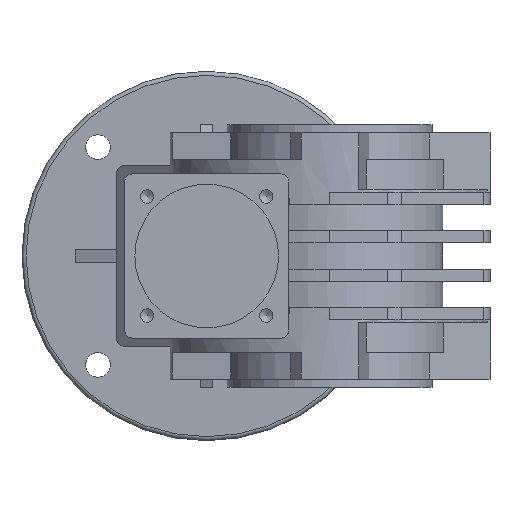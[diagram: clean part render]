
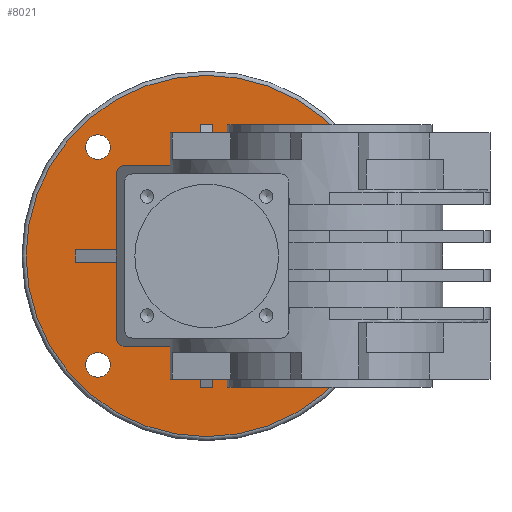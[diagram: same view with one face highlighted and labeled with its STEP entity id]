
A CAD part, left-side view. The second image highlights one B-rep face of the part: STEP entity #8021.
In plain terms, the highlighted face is planar.
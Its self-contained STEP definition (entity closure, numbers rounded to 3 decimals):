
#441=CIRCLE('',#8600,2.);
#443=CIRCLE('',#8605,2.);
#445=CIRCLE('',#8610,2.);
#447=CIRCLE('',#8613,3.);
#449=CIRCLE('',#8616,3.);
#451=CIRCLE('',#8619,3.);
#453=CIRCLE('',#8622,3.);
#454=CIRCLE('',#8624,44.);
#455=CIRCLE('',#8625,2.);
#1886=ORIENTED_EDGE('',*,*,#2797,.T.);
#1887=ORIENTED_EDGE('',*,*,#2796,.F.);
#1888=ORIENTED_EDGE('',*,*,#2794,.F.);
#1889=ORIENTED_EDGE('',*,*,#2792,.F.);
#1890=ORIENTED_EDGE('',*,*,#2790,.F.);
#1891=ORIENTED_EDGE('',*,*,#2798,.F.);
#1892=ORIENTED_EDGE('',*,*,#2728,.F.);
#1893=ORIENTED_EDGE('',*,*,#2762,.T.);
#1894=ORIENTED_EDGE('',*,*,#2783,.T.);
#1895=ORIENTED_EDGE('',*,*,#2788,.T.);
#1896=ORIENTED_EDGE('',*,*,#2786,.T.);
#1897=ORIENTED_EDGE('',*,*,#2738,.F.);
#1898=ORIENTED_EDGE('',*,*,#2732,.F.);
#1899=ORIENTED_EDGE('',*,*,#2733,.T.);
#1900=ORIENTED_EDGE('',*,*,#2775,.T.);
#1901=ORIENTED_EDGE('',*,*,#2780,.T.);
#1902=ORIENTED_EDGE('',*,*,#2778,.T.);
#1903=ORIENTED_EDGE('',*,*,#2749,.F.);
#1904=ORIENTED_EDGE('',*,*,#2743,.F.);
#1905=ORIENTED_EDGE('',*,*,#2744,.T.);
#1906=ORIENTED_EDGE('',*,*,#2767,.T.);
#1907=ORIENTED_EDGE('',*,*,#2772,.T.);
#1908=ORIENTED_EDGE('',*,*,#2770,.T.);
#1909=ORIENTED_EDGE('',*,*,#2760,.F.);
#1910=ORIENTED_EDGE('',*,*,#2754,.F.);
#1911=ORIENTED_EDGE('',*,*,#2755,.T.);
#1912=ORIENTED_EDGE('',*,*,#2799,.T.);
#1913=ORIENTED_EDGE('',*,*,#2800,.T.);
#1914=ORIENTED_EDGE('',*,*,#2801,.T.);
#2728=EDGE_CURVE('',#3330,#3328,#3812,.T.);
#2732=EDGE_CURVE('',#3334,#3332,#3816,.T.);
#2733=EDGE_CURVE('',#3334,#3335,#3817,.T.);
#2738=EDGE_CURVE('',#3332,#3338,#3822,.T.);
#2743=EDGE_CURVE('',#3342,#3340,#3827,.T.);
#2744=EDGE_CURVE('',#3342,#3343,#3828,.T.);
#2749=EDGE_CURVE('',#3340,#3346,#3833,.T.);
#2754=EDGE_CURVE('',#3350,#3348,#3838,.T.);
#2755=EDGE_CURVE('',#3350,#3351,#3839,.T.);
#2760=EDGE_CURVE('',#3348,#3354,#3844,.T.);
#2762=EDGE_CURVE('',#3330,#3355,#3846,.T.);
#2767=EDGE_CURVE('',#3343,#3358,#3851,.T.);
#2770=EDGE_CURVE('',#3359,#3354,#3854,.T.);
#2772=EDGE_CURVE('',#3358,#3359,#441,.F.);
#2775=EDGE_CURVE('',#3335,#3362,#3857,.T.);
#2778=EDGE_CURVE('',#3363,#3346,#3860,.T.);
#2780=EDGE_CURVE('',#3362,#3363,#443,.F.);
#2783=EDGE_CURVE('',#3355,#3366,#3863,.T.);
#2786=EDGE_CURVE('',#3367,#3338,#3866,.T.);
#2788=EDGE_CURVE('',#3366,#3367,#445,.F.);
#2790=EDGE_CURVE('',#3370,#3370,#447,.T.);
#2792=EDGE_CURVE('',#3372,#3372,#449,.T.);
#2794=EDGE_CURVE('',#3374,#3374,#451,.T.);
#2796=EDGE_CURVE('',#3376,#3376,#453,.T.);
#2797=EDGE_CURVE('',#3377,#3377,#454,.T.);
#2798=EDGE_CURVE('',#3328,#3378,#3867,.T.);
#2799=EDGE_CURVE('',#3351,#3379,#3868,.T.);
#2800=EDGE_CURVE('',#3379,#3380,#455,.F.);
#2801=EDGE_CURVE('',#3380,#3378,#3869,.T.);
#3328=VERTEX_POINT('',#14356);
#3330=VERTEX_POINT('',#14360);
#3332=VERTEX_POINT('',#14365);
#3334=VERTEX_POINT('',#14369);
#3335=VERTEX_POINT('',#14373);
#3338=VERTEX_POINT('',#14383);
#3340=VERTEX_POINT('',#14388);
#3342=VERTEX_POINT('',#14392);
#3343=VERTEX_POINT('',#14396);
#3346=VERTEX_POINT('',#14406);
#3348=VERTEX_POINT('',#14411);
#3350=VERTEX_POINT('',#14415);
#3351=VERTEX_POINT('',#14419);
#3354=VERTEX_POINT('',#14429);
#3355=VERTEX_POINT('',#14433);
#3358=VERTEX_POINT('',#14441);
#3359=VERTEX_POINT('',#14445);
#3362=VERTEX_POINT('',#14456);
#3363=VERTEX_POINT('',#14460);
#3366=VERTEX_POINT('',#14471);
#3367=VERTEX_POINT('',#14475);
#3370=VERTEX_POINT('',#14486);
#3372=VERTEX_POINT('',#14491);
#3374=VERTEX_POINT('',#14496);
#3376=VERTEX_POINT('',#14501);
#3377=VERTEX_POINT('',#14504);
#3378=VERTEX_POINT('',#14506);
#3379=VERTEX_POINT('',#14508);
#3380=VERTEX_POINT('',#14510);
#3812=LINE('',#14361,#4298);
#3816=LINE('',#14370,#4302);
#3817=LINE('',#14372,#4303);
#3822=LINE('',#14382,#4308);
#3827=LINE('',#14393,#4313);
#3828=LINE('',#14395,#4314);
#3833=LINE('',#14405,#4319);
#3838=LINE('',#14416,#4324);
#3839=LINE('',#14418,#4325);
#3844=LINE('',#14428,#4330);
#3846=LINE('',#14432,#4332);
#3851=LINE('',#14442,#4337);
#3854=LINE('',#14448,#4340);
#3857=LINE('',#14457,#4343);
#3860=LINE('',#14463,#4346);
#3863=LINE('',#14472,#4349);
#3866=LINE('',#14478,#4352);
#3867=LINE('',#14505,#4353);
#3868=LINE('',#14507,#4354);
#3869=LINE('',#14511,#4355);
#4298=VECTOR('',#10099,1000.);
#4302=VECTOR('',#10105,1000.);
#4303=VECTOR('',#10108,1000.);
#4308=VECTOR('',#10117,1000.);
#4313=VECTOR('',#10124,1000.);
#4314=VECTOR('',#10127,1000.);
#4319=VECTOR('',#10136,1000.);
#4324=VECTOR('',#10143,1000.);
#4325=VECTOR('',#10146,1000.);
#4330=VECTOR('',#10155,1000.);
#4332=VECTOR('',#10159,1000.);
#4337=VECTOR('',#10166,1000.);
#4340=VECTOR('',#10171,1000.);
#4343=VECTOR('',#10182,1000.);
#4346=VECTOR('',#10187,1000.);
#4349=VECTOR('',#10198,1000.);
#4352=VECTOR('',#10203,1000.);
#4353=VECTOR('',#10238,1000.);
#4354=VECTOR('',#10239,1000.);
#4355=VECTOR('',#10242,1000.);
#4775=EDGE_LOOP('',(#1886));
#4776=EDGE_LOOP('',(#1887));
#4777=EDGE_LOOP('',(#1888));
#4778=EDGE_LOOP('',(#1889));
#4779=EDGE_LOOP('',(#1890));
#4780=EDGE_LOOP('',(#1891,#1892,#1893,#1894,#1895,#1896,#1897,#1898,#1899,
#1900,#1901,#1902,#1903,#1904,#1905,#1906,#1907,#1908,#1909,#1910,#1911,
#1912,#1913,#1914));
#5218=FACE_BOUND('',#4775,.T.);
#5219=FACE_BOUND('',#4776,.T.);
#5220=FACE_BOUND('',#4777,.T.);
#5221=FACE_BOUND('',#4778,.T.);
#5222=FACE_BOUND('',#4779,.T.);
#5223=FACE_BOUND('',#4780,.T.);
#5463=PLANE('',#8623);
#8021=ADVANCED_FACE('',(#5218,#5219,#5220,#5221,#5222,#5223),#5463,.T.);
#8600=AXIS2_PLACEMENT_3D('',#14451,#10176,#10177);
#8605=AXIS2_PLACEMENT_3D('',#14466,#10192,#10193);
#8610=AXIS2_PLACEMENT_3D('',#14481,#10208,#10209);
#8613=AXIS2_PLACEMENT_3D('',#14485,#10214,#10215);
#8616=AXIS2_PLACEMENT_3D('',#14490,#10220,#10221);
#8619=AXIS2_PLACEMENT_3D('',#14495,#10226,#10227);
#8622=AXIS2_PLACEMENT_3D('',#14500,#10232,#10233);
#8623=AXIS2_PLACEMENT_3D('',#14502,#10234,#10235);
#8624=AXIS2_PLACEMENT_3D('',#14503,#10236,#10237);
#8625=AXIS2_PLACEMENT_3D('',#14509,#10240,#10241);
#10099=DIRECTION('',(0.,0.,1.));
#10105=DIRECTION('',(-1.,0.,0.));
#10108=DIRECTION('',(0.,0.,1.));
#10117=DIRECTION('',(0.,0.,1.));
#10124=DIRECTION('',(0.,0.,-1.));
#10127=DIRECTION('',(-1.,0.,0.));
#10136=DIRECTION('',(-1.,0.,0.));
#10143=DIRECTION('',(1.,0.,0.));
#10146=DIRECTION('',(0.,0.,-1.));
#10155=DIRECTION('',(0.,0.,-1.));
#10159=DIRECTION('',(1.,0.,0.));
#10166=DIRECTION('',(0.,0.,1.));
#10171=DIRECTION('',(-1.,0.,0.));
#10176=DIRECTION('',(0.,1.,0.));
#10177=DIRECTION('',(0.,0.,1.));
#10182=DIRECTION('',(1.,0.,0.));
#10187=DIRECTION('',(0.,0.,1.));
#10192=DIRECTION('',(0.,1.,0.));
#10193=DIRECTION('',(0.,0.,1.));
#10198=DIRECTION('',(0.,0.,-1.));
#10203=DIRECTION('',(1.,0.,0.));
#10208=DIRECTION('',(0.,1.,0.));
#10209=DIRECTION('',(0.,0.,1.));
#10214=DIRECTION('',(0.,1.,0.));
#10215=DIRECTION('',(0.,0.,1.));
#10220=DIRECTION('',(0.,1.,0.));
#10221=DIRECTION('',(0.,0.,1.));
#10226=DIRECTION('',(0.,1.,0.));
#10227=DIRECTION('',(0.,0.,1.));
#10232=DIRECTION('',(0.,1.,0.));
#10233=DIRECTION('',(0.,0.,1.));
#10234=DIRECTION('',(0.,1.,0.));
#10235=DIRECTION('',(0.,0.,1.));
#10236=DIRECTION('',(0.,1.,0.));
#10237=DIRECTION('',(0.,0.,1.));
#10238=DIRECTION('',(1.,0.,0.));
#10239=DIRECTION('',(-1.,0.,0.));
#10240=DIRECTION('',(0.,1.,0.));
#10241=DIRECTION('',(0.,0.,1.));
#10242=DIRECTION('',(0.,0.,-1.));
#14356=CARTESIAN_POINT('',(-32.,-6.5,1.5));
#14360=CARTESIAN_POINT('',(-32.,-6.5,-1.5));
#14361=CARTESIAN_POINT('',(-32.,-6.5,0.));
#14365=CARTESIAN_POINT('',(-1.5,-6.5,-32.));
#14369=CARTESIAN_POINT('',(1.5,-6.5,-32.));
#14370=CARTESIAN_POINT('',(0.,-6.5,-32.));
#14372=CARTESIAN_POINT('',(1.5,-6.5,0.));
#14373=CARTESIAN_POINT('',(1.5,-6.5,-22.));
#14382=CARTESIAN_POINT('',(-1.5,-6.5,0.));
#14383=CARTESIAN_POINT('',(-1.5,-6.5,-22.));
#14388=CARTESIAN_POINT('',(32.,-6.5,-1.5));
#14392=CARTESIAN_POINT('',(32.,-6.5,1.5));
#14393=CARTESIAN_POINT('',(32.,-6.5,0.));
#14395=CARTESIAN_POINT('',(0.,-6.5,1.5));
#14396=CARTESIAN_POINT('',(22.,-6.5,1.5));
#14405=CARTESIAN_POINT('',(0.,-6.5,-1.5));
#14406=CARTESIAN_POINT('',(22.,-6.5,-1.5));
#14411=CARTESIAN_POINT('',(1.5,-6.5,32.));
#14415=CARTESIAN_POINT('',(-1.5,-6.5,32.));
#14416=CARTESIAN_POINT('',(0.,-6.5,32.));
#14418=CARTESIAN_POINT('',(-1.5,-6.5,0.));
#14419=CARTESIAN_POINT('',(-1.5,-6.5,22.));
#14428=CARTESIAN_POINT('',(1.5,-6.5,0.));
#14429=CARTESIAN_POINT('',(1.5,-6.5,22.));
#14432=CARTESIAN_POINT('',(0.,-6.5,-1.5));
#14433=CARTESIAN_POINT('',(-22.,-6.5,-1.5));
#14441=CARTESIAN_POINT('',(22.,-6.5,20.));
#14442=CARTESIAN_POINT('',(22.,-6.5,-22.));
#14445=CARTESIAN_POINT('',(20.,-6.5,22.));
#14448=CARTESIAN_POINT('',(22.,-6.5,22.));
#14451=CARTESIAN_POINT('',(20.,-6.5,20.));
#14456=CARTESIAN_POINT('',(20.,-6.5,-22.));
#14457=CARTESIAN_POINT('',(-22.,-6.5,-22.));
#14460=CARTESIAN_POINT('',(22.,-6.5,-20.));
#14463=CARTESIAN_POINT('',(22.,-6.5,-22.));
#14466=CARTESIAN_POINT('',(20.,-6.5,-20.));
#14471=CARTESIAN_POINT('',(-22.,-6.5,-20.));
#14472=CARTESIAN_POINT('',(-22.,-6.5,22.));
#14475=CARTESIAN_POINT('',(-20.,-6.5,-22.));
#14478=CARTESIAN_POINT('',(-22.,-6.5,-22.));
#14481=CARTESIAN_POINT('',(-20.,-6.5,-20.));
#14485=CARTESIAN_POINT('',(26.517,-6.5,26.517));
#14486=CARTESIAN_POINT('',(26.517,-6.5,29.517));
#14490=CARTESIAN_POINT('',(26.517,-6.5,-26.517));
#14491=CARTESIAN_POINT('',(26.517,-6.5,-23.517));
#14495=CARTESIAN_POINT('',(-26.517,-6.5,-26.517));
#14496=CARTESIAN_POINT('',(-26.517,-6.5,-23.517));
#14500=CARTESIAN_POINT('',(-26.517,-6.5,26.517));
#14501=CARTESIAN_POINT('',(-26.517,-6.5,29.517));
#14502=CARTESIAN_POINT('',(0.,-6.5,0.));
#14503=CARTESIAN_POINT('',(0.,-6.5,0.));
#14504=CARTESIAN_POINT('',(0.,-6.5,44.));
#14505=CARTESIAN_POINT('',(0.,-6.5,1.5));
#14506=CARTESIAN_POINT('',(-22.,-6.5,1.5));
#14507=CARTESIAN_POINT('',(22.,-6.5,22.));
#14508=CARTESIAN_POINT('',(-20.,-6.5,22.));
#14509=CARTESIAN_POINT('',(-20.,-6.5,20.));
#14510=CARTESIAN_POINT('',(-22.,-6.5,20.));
#14511=CARTESIAN_POINT('',(-22.,-6.5,22.));
